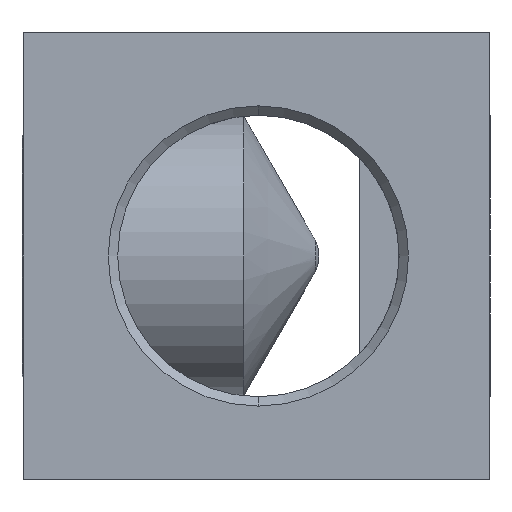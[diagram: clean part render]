
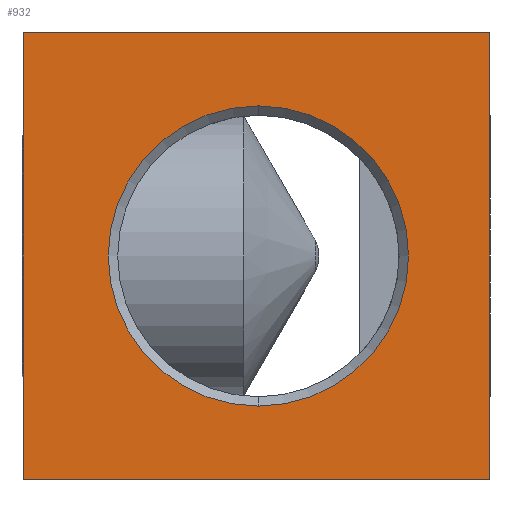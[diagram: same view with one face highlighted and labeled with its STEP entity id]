
A CAD part, left-side view. The second image highlights one B-rep face of the part: STEP entity #932.
In plain terms, the highlighted planar face has unit normal (-1, 0, 0).
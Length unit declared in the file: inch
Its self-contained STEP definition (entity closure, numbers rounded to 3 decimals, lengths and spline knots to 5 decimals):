
#23 = DIRECTION ( 'NONE',  ( 0., 1., 0. ) ) ;
#46 = VERTEX_POINT ( 'NONE', #1311 ) ;
#108 = LINE ( 'NONE', #557, #220 ) ;
#117 = VERTEX_POINT ( 'NONE', #614 ) ;
#161 = CARTESIAN_POINT ( 'NONE',  ( 0., 0., 0.75 ) ) ;
#163 = EDGE_LOOP ( 'NONE', ( #534, #1588 ) ) ;
#185 = LINE ( 'NONE', #310, #743 ) ;
#220 = VECTOR ( 'NONE', #870, 39.37008 ) ;
#232 = DIRECTION ( 'NONE',  ( 0., 0., 1. ) ) ;
#237 = AXIS2_PLACEMENT_3D ( 'NONE', #733, #879, #1476 ) ;
#285 = CARTESIAN_POINT ( 'NONE',  ( 0., 0., 0.75 ) ) ;
#289 = EDGE_CURVE ( 'NONE', #515, #1027, #343, .T. ) ;
#310 = CARTESIAN_POINT ( 'NONE',  ( 0., 0., 0.75 ) ) ;
#325 = ORIENTED_EDGE ( 'NONE', *, *, #289, .F. ) ;
#343 = LINE ( 'NONE', #1307, #1860 ) ;
#347 = CARTESIAN_POINT ( 'NONE',  ( 0., 0., -0.75 ) ) ;
#395 = DIRECTION ( 'NONE',  ( -1., 0., 0. ) ) ;
#396 = CIRCLE ( 'NONE', #237, 0.50394 ) ;
#448 = PLANE ( 'NONE',  #598 ) ;
#515 = VERTEX_POINT ( 'NONE', #1806 ) ;
#534 = ORIENTED_EDGE ( 'NONE', *, *, #574, .F. ) ;
#557 = CARTESIAN_POINT ( 'NONE',  ( 0., 0., 0.75 ) ) ;
#574 = EDGE_CURVE ( 'NONE', #117, #1437, #396, .T. ) ;
#598 = AXIS2_PLACEMENT_3D ( 'NONE', #161, #758, #1201 ) ;
#614 = CARTESIAN_POINT ( 'NONE',  ( 0., 0.77756, 0.50394 ) ) ;
#733 = CARTESIAN_POINT ( 'NONE',  ( 0., 0.77756, 0. ) ) ;
#743 = VECTOR ( 'NONE', #1031, 39.37008 ) ;
#758 = DIRECTION ( 'NONE',  ( 1., 0., 0. ) ) ;
#864 = CARTESIAN_POINT ( 'NONE',  ( 0., 0.77756, -0.50394 ) ) ;
#867 = FACE_OUTER_BOUND ( 'NONE', #1178, .T. ) ;
#870 = DIRECTION ( 'NONE',  ( 0., 1., 0. ) ) ;
#879 = DIRECTION ( 'NONE',  ( -1., 0., 0. ) ) ;
#908 = VECTOR ( 'NONE', #23, 39.37008 ) ;
#932 = ADVANCED_FACE ( 'NONE', ( #867, #1321 ), #448, .F. ) ;
#968 = VERTEX_POINT ( 'NONE', #285 ) ;
#1027 = VERTEX_POINT ( 'NONE', #1642 ) ;
#1031 = DIRECTION ( 'NONE',  ( 0., 0., 1. ) ) ;
#1107 = EDGE_CURVE ( 'NONE', #46, #515, #1516, .T. ) ;
#1163 = CIRCLE ( 'NONE', #1229, 0.50394 ) ;
#1178 = EDGE_LOOP ( 'NONE', ( #1188, #1535, #325, #1349 ) ) ;
#1188 = ORIENTED_EDGE ( 'NONE', *, *, #1736, .T. ) ;
#1201 = DIRECTION ( 'NONE',  ( 0., 1., 0. ) ) ;
#1214 = EDGE_CURVE ( 'NONE', #1437, #117, #1163, .T. ) ;
#1229 = AXIS2_PLACEMENT_3D ( 'NONE', #1282, #395, #1590 ) ;
#1282 = CARTESIAN_POINT ( 'NONE',  ( 0., 0.77756, 0. ) ) ;
#1307 = CARTESIAN_POINT ( 'NONE',  ( 0., 1.56693, 0.75 ) ) ;
#1311 = CARTESIAN_POINT ( 'NONE',  ( 0., 0., -0.75 ) ) ;
#1321 = FACE_BOUND ( 'NONE', #163, .T. ) ;
#1349 = ORIENTED_EDGE ( 'NONE', *, *, #1107, .F. ) ;
#1437 = VERTEX_POINT ( 'NONE', #864 ) ;
#1476 = DIRECTION ( 'NONE',  ( 0., 0., 1. ) ) ;
#1516 = LINE ( 'NONE', #347, #908 ) ;
#1535 = ORIENTED_EDGE ( 'NONE', *, *, #1647, .T. ) ;
#1588 = ORIENTED_EDGE ( 'NONE', *, *, #1214, .F. ) ;
#1590 = DIRECTION ( 'NONE',  ( 0., 0., 1. ) ) ;
#1642 = CARTESIAN_POINT ( 'NONE',  ( 0., 1.56693, 0.75 ) ) ;
#1647 = EDGE_CURVE ( 'NONE', #968, #1027, #108, .T. ) ;
#1736 = EDGE_CURVE ( 'NONE', #46, #968, #185, .T. ) ;
#1806 = CARTESIAN_POINT ( 'NONE',  ( 0., 1.56693, -0.75 ) ) ;
#1860 = VECTOR ( 'NONE', #232, 39.37008 ) ;
